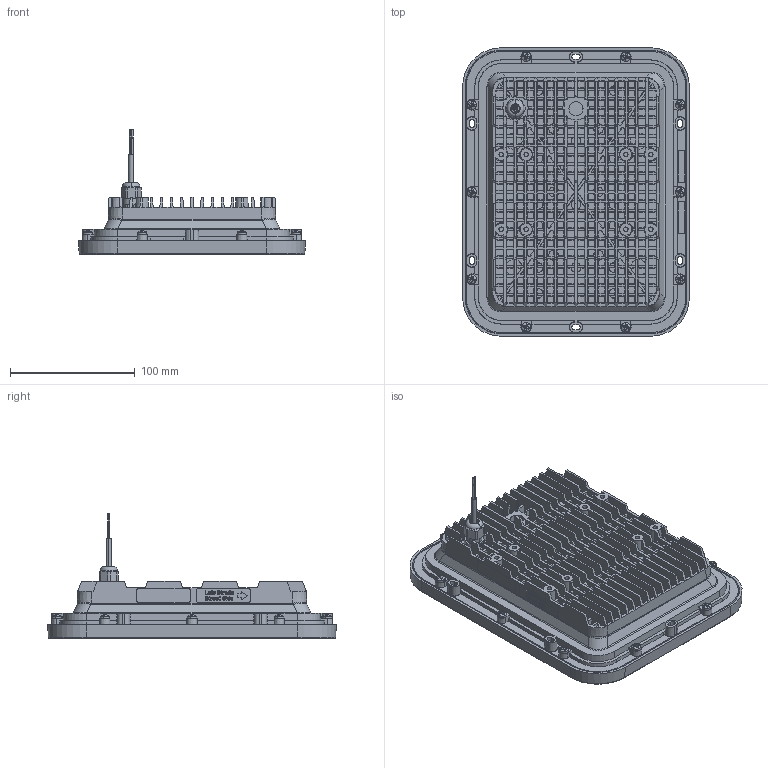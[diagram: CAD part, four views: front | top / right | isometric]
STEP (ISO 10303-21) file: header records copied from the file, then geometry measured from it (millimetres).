
FILE_DESCRIPTION(('Creo Elements/Direct Modeling STEP Export'),'2;1');
FILE_NAME('BRAVE_ZB15_single.stp','2022-08-03T 7:46:41',(''),(''),'Creo Elements/Direct Modeling STEP processor for AP214 (Solid Model)','Creo Elements/Direct Modeling 20.0E 23-Apr-2019 (C) Parametric Technology GmbH','');
FILE_SCHEMA(('AUTOMOTIVE_DESIGN { 1 0 10303 214 1 1 1 1 }'));
Length unit declared in the file: millimetre
Products named in the file (5): dissipatore_PA.1; etichetta_1; etichetta_2; dissipatore_PA; AF510_complessivo
Assembly tree (4 placements, depth 2):
  AF510_complessivo
    dissipatore_PA
    etichetta_2
    etichetta_1
    dissipatore_PA.1
Bounding box: 182 x 231.6 x 100.21 mm (x, y, z)
Volume: 496440.1 mm3; surface area: 346623.7 mm2
Topology: 5 solids, 26 shells, 5306 faces, 14880 edges, 9717 vertices
Faces by surface type: plane 4068, cone 601, cylinder 347, torus 177, bspline 93, sphere 20
Entity records: 163198 total; most frequent: CARTESIAN_POINT 42723, ORIENTED_EDGE 29766, DIRECTION 18601, EDGE_CURVE 14880, VECTOR 9755, LINE 9755, VERTEX_POINT 9717, EDGE_LOOP 5458
